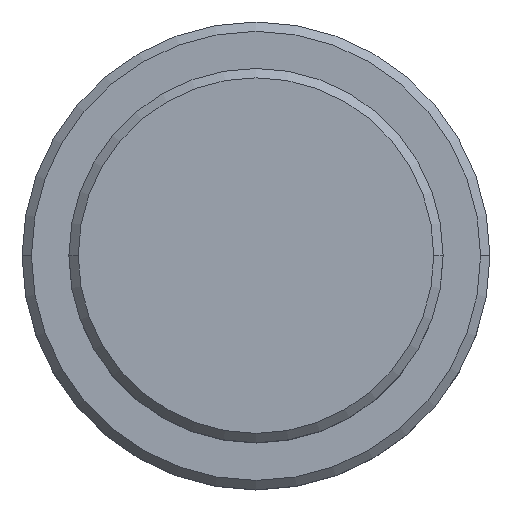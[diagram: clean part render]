
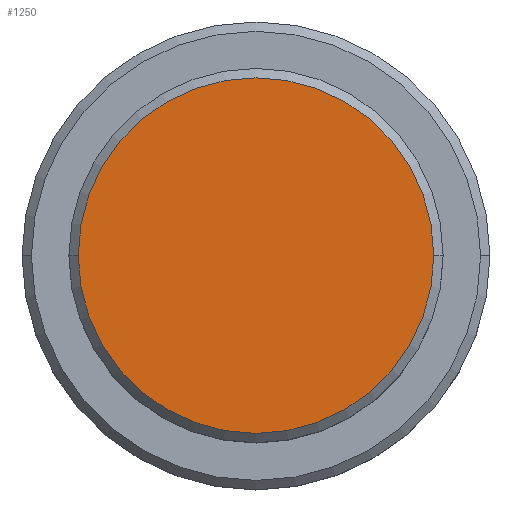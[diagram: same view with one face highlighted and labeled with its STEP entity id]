
A CAD part, top view. The second image highlights one B-rep face of the part: STEP entity #1250.
In plain terms, the highlighted planar face has unit normal (0, 0, 1).
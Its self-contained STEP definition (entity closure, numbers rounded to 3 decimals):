
#61 = ORIENTED_EDGE ( 'NONE', *, *, #1081, .T. ) ;
#92 = FACE_OUTER_BOUND ( 'NONE', #828, .T. ) ;
#403 = ORIENTED_EDGE ( 'NONE', *, *, #1286, .T. ) ;
#439 = DIRECTION ( 'NONE',  ( 0., 0., 1. ) ) ;
#531 = DIRECTION ( 'NONE',  ( 0., 0., 1. ) ) ;
#616 = DIRECTION ( 'NONE',  ( 1., 0., 0. ) ) ;
#638 = CARTESIAN_POINT ( 'NONE',  ( 0., 0., 0. ) ) ;
#650 = DIRECTION ( 'NONE',  ( 1., 0., 0. ) ) ;
#652 = AXIS2_PLACEMENT_3D ( 'NONE', #964, #531, #650 ) ;
#663 = AXIS2_PLACEMENT_3D ( 'NONE', #721, #1049, #616 ) ;
#721 = CARTESIAN_POINT ( 'NONE',  ( 0., 0., 0. ) ) ;
#782 = CIRCLE ( 'NONE', #663, 9.5 ) ;
#828 = EDGE_LOOP ( 'NONE', ( #403, #61 ) ) ;
#848 = VERTEX_POINT ( 'NONE', #1086 ) ;
#861 = DIRECTION ( 'NONE',  ( 1., 0., 0. ) ) ;
#964 = CARTESIAN_POINT ( 'NONE',  ( 0., 0., 0. ) ) ;
#1049 = DIRECTION ( 'NONE',  ( 0., 0., 1. ) ) ;
#1075 = PLANE ( 'NONE',  #652 ) ;
#1076 = VERTEX_POINT ( 'NONE', #1368 ) ;
#1081 = EDGE_CURVE ( 'NONE', #1076, #848, #782, .T. ) ;
#1086 = CARTESIAN_POINT ( 'NONE',  ( -9.5, 0., 0. ) ) ;
#1220 = CIRCLE ( 'NONE', #1294, 9.5 ) ;
#1250 = ADVANCED_FACE ( 'NONE', ( #92 ), #1075, .T. ) ;
#1286 = EDGE_CURVE ( 'NONE', #848, #1076, #1220, .T. ) ;
#1294 = AXIS2_PLACEMENT_3D ( 'NONE', #638, #439, #861 ) ;
#1368 = CARTESIAN_POINT ( 'NONE',  ( 9.5, 0., 0. ) ) ;
